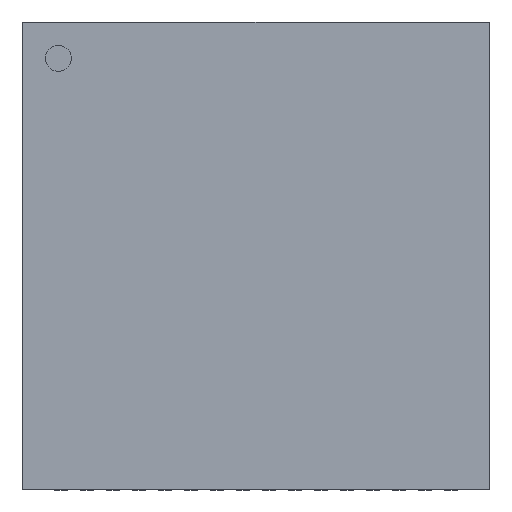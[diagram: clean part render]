
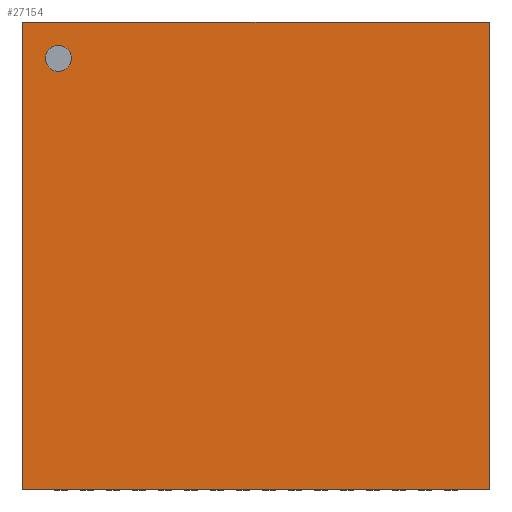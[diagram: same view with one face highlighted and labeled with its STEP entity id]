
A CAD part, top view. The second image highlights one B-rep face of the part: STEP entity #27154.
In plain terms, the highlighted planar face has unit normal (0, 0, 1).
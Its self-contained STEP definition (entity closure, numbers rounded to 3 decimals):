
#214 = PLANE('',#215);
#215 = AXIS2_PLACEMENT_3D('',#216,#217,#218);
#216 = CARTESIAN_POINT('',(-4.49,4.49,0.03));
#217 = DIRECTION('',(1.,0.,0.));
#218 = DIRECTION('',(0.,0.,1.));
#468 = PLANE('',#469);
#469 = AXIS2_PLACEMENT_3D('',#470,#471,#472);
#470 = CARTESIAN_POINT('',(-4.49,4.49,0.03));
#471 = DIRECTION('',(0.,-1.,0.));
#472 = DIRECTION('',(0.,0.,1.));
#2193 = PLANE('',#2194);
#2194 = AXIS2_PLACEMENT_3D('',#2195,#2196,#2197);
#2195 = CARTESIAN_POINT('',(-4.49,-4.49,0.03));
#2196 = DIRECTION('',(0.,-1.,0.));
#2197 = DIRECTION('',(0.,0.,1.));
#3981 = PLANE('',#3982);
#3982 = AXIS2_PLACEMENT_3D('',#3983,#3984,#3985);
#3983 = CARTESIAN_POINT('',(4.49,4.49,0.03));
#3984 = DIRECTION('',(1.,0.,0.));
#3985 = DIRECTION('',(0.,0.,1.));
#7653 = VERTEX_POINT('',#7654);
#7654 = CARTESIAN_POINT('',(-4.49,4.49,0.91));
#7675 = EDGE_CURVE('',#7653,#7676,#7678,.T.);
#7676 = VERTEX_POINT('',#7677);
#7677 = CARTESIAN_POINT('',(-4.49,-4.49,0.91));
#7678 = SURFACE_CURVE('',#7679,(#7683,#7690),.PCURVE_S1.);
#7679 = LINE('',#7680,#7681);
#7680 = CARTESIAN_POINT('',(-4.49,4.49,0.91));
#7681 = VECTOR('',#7682,1.);
#7682 = DIRECTION('',(0.,-1.,0.));
#7683 = PCURVE('',#214,#7684);
#7684 = DEFINITIONAL_REPRESENTATION('',(#7685),#7689);
#7685 = LINE('',#7686,#7687);
#7686 = CARTESIAN_POINT('',(0.88,0.));
#7687 = VECTOR('',#7688,1.);
#7688 = DIRECTION('',(0.,1.));
#7689 = ( GEOMETRIC_REPRESENTATION_CONTEXT(2) 
PARAMETRIC_REPRESENTATION_CONTEXT() REPRESENTATION_CONTEXT('2D SPACE',''
  ) );
#7690 = PCURVE('',#7691,#7696);
#7691 = PLANE('',#7692);
#7692 = AXIS2_PLACEMENT_3D('',#7693,#7694,#7695);
#7693 = CARTESIAN_POINT('',(-4.49,4.49,0.91));
#7694 = DIRECTION('',(0.,0.,1.));
#7695 = DIRECTION('',(0.,-1.,0.));
#7696 = DEFINITIONAL_REPRESENTATION('',(#7697),#7701);
#7697 = LINE('',#7698,#7699);
#7698 = CARTESIAN_POINT('',(0.,0.));
#7699 = VECTOR('',#7700,1.);
#7700 = DIRECTION('',(1.,0.));
#7701 = ( GEOMETRIC_REPRESENTATION_CONTEXT(2) 
PARAMETRIC_REPRESENTATION_CONTEXT() REPRESENTATION_CONTEXT('2D SPACE',''
  ) );
#8807 = EDGE_CURVE('',#7653,#8808,#8810,.T.);
#8808 = VERTEX_POINT('',#8809);
#8809 = CARTESIAN_POINT('',(4.49,4.49,0.91));
#8810 = SURFACE_CURVE('',#8811,(#8815,#8822),.PCURVE_S1.);
#8811 = LINE('',#8812,#8813);
#8812 = CARTESIAN_POINT('',(-4.49,4.49,0.91));
#8813 = VECTOR('',#8814,1.);
#8814 = DIRECTION('',(1.,0.,0.));
#8815 = PCURVE('',#468,#8816);
#8816 = DEFINITIONAL_REPRESENTATION('',(#8817),#8821);
#8817 = LINE('',#8818,#8819);
#8818 = CARTESIAN_POINT('',(0.88,0.));
#8819 = VECTOR('',#8820,1.);
#8820 = DIRECTION('',(0.,-1.));
#8821 = ( GEOMETRIC_REPRESENTATION_CONTEXT(2) 
PARAMETRIC_REPRESENTATION_CONTEXT() REPRESENTATION_CONTEXT('2D SPACE',''
  ) );
#8822 = PCURVE('',#7691,#8823);
#8823 = DEFINITIONAL_REPRESENTATION('',(#8824),#8828);
#8824 = LINE('',#8825,#8826);
#8825 = CARTESIAN_POINT('',(0.,0.));
#8826 = VECTOR('',#8827,1.);
#8827 = DIRECTION('',(0.,1.));
#8828 = ( GEOMETRIC_REPRESENTATION_CONTEXT(2) 
PARAMETRIC_REPRESENTATION_CONTEXT() REPRESENTATION_CONTEXT('2D SPACE',''
  ) );
#17170 = EDGE_CURVE('',#8808,#17171,#17173,.T.);
#17171 = VERTEX_POINT('',#17172);
#17172 = CARTESIAN_POINT('',(4.49,-4.49,0.91));
#17173 = SURFACE_CURVE('',#17174,(#17178,#17185),.PCURVE_S1.);
#17174 = LINE('',#17175,#17176);
#17175 = CARTESIAN_POINT('',(4.49,4.49,0.91));
#17176 = VECTOR('',#17177,1.);
#17177 = DIRECTION('',(0.,-1.,0.));
#17178 = PCURVE('',#3981,#17179);
#17179 = DEFINITIONAL_REPRESENTATION('',(#17180),#17184);
#17180 = LINE('',#17181,#17182);
#17181 = CARTESIAN_POINT('',(0.88,0.));
#17182 = VECTOR('',#17183,1.);
#17183 = DIRECTION('',(0.,1.));
#17184 = ( GEOMETRIC_REPRESENTATION_CONTEXT(2) 
PARAMETRIC_REPRESENTATION_CONTEXT() REPRESENTATION_CONTEXT('2D SPACE',''
  ) );
#17185 = PCURVE('',#7691,#17186);
#17186 = DEFINITIONAL_REPRESENTATION('',(#17187),#17191);
#17187 = LINE('',#17188,#17189);
#17188 = CARTESIAN_POINT('',(0.,8.98));
#17189 = VECTOR('',#17190,1.);
#17190 = DIRECTION('',(1.,0.));
#17191 = ( GEOMETRIC_REPRESENTATION_CONTEXT(2) 
PARAMETRIC_REPRESENTATION_CONTEXT() REPRESENTATION_CONTEXT('2D SPACE',''
  ) );
#18337 = EDGE_CURVE('',#7676,#17171,#18338,.T.);
#18338 = SURFACE_CURVE('',#18339,(#18343,#18350),.PCURVE_S1.);
#18339 = LINE('',#18340,#18341);
#18340 = CARTESIAN_POINT('',(-4.49,-4.49,0.91));
#18341 = VECTOR('',#18342,1.);
#18342 = DIRECTION('',(1.,0.,0.));
#18343 = PCURVE('',#2193,#18344);
#18344 = DEFINITIONAL_REPRESENTATION('',(#18345),#18349);
#18345 = LINE('',#18346,#18347);
#18346 = CARTESIAN_POINT('',(0.88,0.));
#18347 = VECTOR('',#18348,1.);
#18348 = DIRECTION('',(0.,-1.));
#18349 = ( GEOMETRIC_REPRESENTATION_CONTEXT(2) 
PARAMETRIC_REPRESENTATION_CONTEXT() REPRESENTATION_CONTEXT('2D SPACE',''
  ) );
#18350 = PCURVE('',#7691,#18351);
#18351 = DEFINITIONAL_REPRESENTATION('',(#18352),#18356);
#18352 = LINE('',#18353,#18354);
#18353 = CARTESIAN_POINT('',(8.98,0.));
#18354 = VECTOR('',#18355,1.);
#18355 = DIRECTION('',(0.,1.));
#18356 = ( GEOMETRIC_REPRESENTATION_CONTEXT(2) 
PARAMETRIC_REPRESENTATION_CONTEXT() REPRESENTATION_CONTEXT('2D SPACE',''
  ) );
#27154 = ADVANCED_FACE('',(#27155,#27161),#7691,.T.);
#27155 = FACE_BOUND('',#27156,.T.);
#27156 = EDGE_LOOP('',(#27157,#27158,#27159,#27160));
#27157 = ORIENTED_EDGE('',*,*,#8807,.F.);
#27158 = ORIENTED_EDGE('',*,*,#7675,.T.);
#27159 = ORIENTED_EDGE('',*,*,#18337,.T.);
#27160 = ORIENTED_EDGE('',*,*,#17170,.F.);
#27161 = FACE_BOUND('',#27162,.T.);
#27162 = EDGE_LOOP('',(#27163));
#27163 = ORIENTED_EDGE('',*,*,#27164,.F.);
#27164 = EDGE_CURVE('',#27165,#27165,#27167,.T.);
#27165 = VERTEX_POINT('',#27166);
#27166 = CARTESIAN_POINT('',(-3.8,3.55,0.91));
#27167 = SURFACE_CURVE('',#27168,(#27173,#27180),.PCURVE_S1.);
#27168 = CIRCLE('',#27169,0.25);
#27169 = AXIS2_PLACEMENT_3D('',#27170,#27171,#27172);
#27170 = CARTESIAN_POINT('',(-3.8,3.8,0.91));
#27171 = DIRECTION('',(0.,0.,1.));
#27172 = DIRECTION('',(0.,-1.,0.));
#27173 = PCURVE('',#7691,#27174);
#27174 = DEFINITIONAL_REPRESENTATION('',(#27175),#27179);
#27175 = CIRCLE('',#27176,0.25);
#27176 = AXIS2_PLACEMENT_2D('',#27177,#27178);
#27177 = CARTESIAN_POINT('',(0.69,0.69));
#27178 = DIRECTION('',(1.,0.));
#27179 = ( GEOMETRIC_REPRESENTATION_CONTEXT(2) 
PARAMETRIC_REPRESENTATION_CONTEXT() REPRESENTATION_CONTEXT('2D SPACE',''
  ) );
#27180 = PCURVE('',#27181,#27186);
#27181 = CYLINDRICAL_SURFACE('',#27182,0.25);
#27182 = AXIS2_PLACEMENT_3D('',#27183,#27184,#27185);
#27183 = CARTESIAN_POINT('',(-3.8,3.8,0.91));
#27184 = DIRECTION('',(0.,0.,-1.));
#27185 = DIRECTION('',(0.,-1.,0.));
#27186 = DEFINITIONAL_REPRESENTATION('',(#27187),#27191);
#27187 = LINE('',#27188,#27189);
#27188 = CARTESIAN_POINT('',(0.,0.));
#27189 = VECTOR('',#27190,1.);
#27190 = DIRECTION('',(-1.,0.));
#27191 = ( GEOMETRIC_REPRESENTATION_CONTEXT(2) 
PARAMETRIC_REPRESENTATION_CONTEXT() REPRESENTATION_CONTEXT('2D SPACE',''
  ) );
